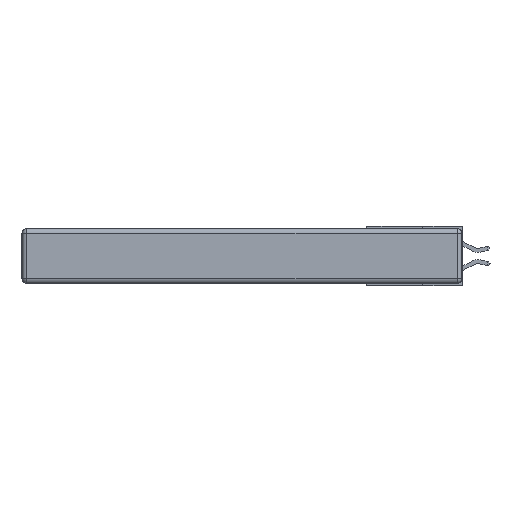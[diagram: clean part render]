
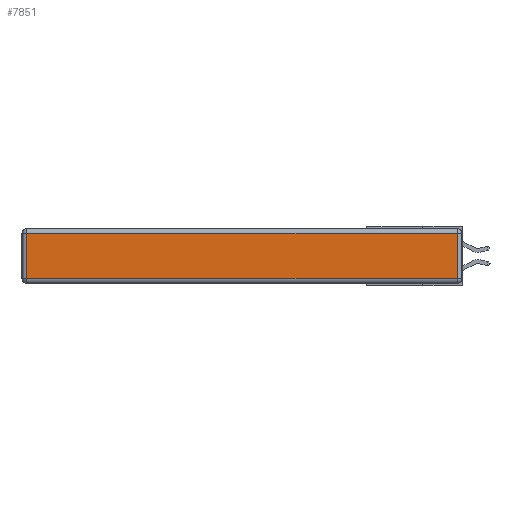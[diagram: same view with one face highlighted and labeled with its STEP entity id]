
A CAD part, left-side view. The second image highlights one B-rep face of the part: STEP entity #7851.
In plain terms, the highlighted planar face has unit normal (-1, 0, 0).
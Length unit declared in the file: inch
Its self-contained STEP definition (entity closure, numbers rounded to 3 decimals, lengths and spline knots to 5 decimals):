
#231 = DIRECTION ( 'NONE',  ( 0., 1., 0. ) ) ;
#631 = EDGE_CURVE ( 'NONE', #1831, #6207, #36093, .T. ) ;
#1831 = VERTEX_POINT ( 'NONE', #14410 ) ;
#2064 = CARTESIAN_POINT ( 'NONE',  ( 0., 0., -0.343 ) ) ;
#2926 = CARTESIAN_POINT ( 'NONE',  ( 0., 2.75, -0.03 ) ) ;
#4626 = DIRECTION ( 'NONE',  ( 0., -1., 0. ) ) ;
#4825 = VECTOR ( 'NONE', #7442, 39.37008 ) ;
#5379 = CARTESIAN_POINT ( 'NONE',  ( 0., 0.03, -0.313 ) ) ;
#5412 = LINE ( 'NONE', #2926, #34266 ) ;
#5770 = AXIS2_PLACEMENT_3D ( 'NONE', #2064, #21559, #35577 ) ;
#5846 = VECTOR ( 'NONE', #4626, 39.37008 ) ;
#6207 = VERTEX_POINT ( 'NONE', #28242 ) ;
#6672 = EDGE_CURVE ( 'NONE', #30529, #1831, #5412, .T. ) ;
#7095 = CARTESIAN_POINT ( 'NONE',  ( 0., 0.03, -0.343 ) ) ;
#7442 = DIRECTION ( 'NONE',  ( 0., 0., 1. ) ) ;
#7558 = ORIENTED_EDGE ( 'NONE', *, *, #631, .T. ) ;
#7851 = ADVANCED_FACE ( 'NONE', ( #29794 ), #20754, .T. ) ;
#8745 = EDGE_CURVE ( 'NONE', #21377, #30529, #13150, .T. ) ;
#13150 = LINE ( 'NONE', #7095, #4825 ) ;
#14322 = DIRECTION ( 'NONE',  ( 0., 0., -1. ) ) ;
#14410 = CARTESIAN_POINT ( 'NONE',  ( 0., 2.72, -0.03 ) ) ;
#15959 = ORIENTED_EDGE ( 'NONE', *, *, #31166, .T. ) ;
#17671 = EDGE_LOOP ( 'NONE', ( #15959, #25000, #31206, #7558 ) ) ;
#19509 = CARTESIAN_POINT ( 'NONE',  ( 0., 0.03, -0.03 ) ) ;
#20754 = PLANE ( 'NONE',  #5770 ) ;
#21377 = VERTEX_POINT ( 'NONE', #5379 ) ;
#21559 = DIRECTION ( 'NONE',  ( -1., 0., 0. ) ) ;
#25000 = ORIENTED_EDGE ( 'NONE', *, *, #8745, .T. ) ;
#25421 = CARTESIAN_POINT ( 'NONE',  ( 0., 2.72, -0.343 ) ) ;
#26855 = LINE ( 'NONE', #32716, #5846 ) ;
#28242 = CARTESIAN_POINT ( 'NONE',  ( 0., 2.72, -0.313 ) ) ;
#29508 = VECTOR ( 'NONE', #14322, 39.37008 ) ;
#29794 = FACE_OUTER_BOUND ( 'NONE', #17671, .T. ) ;
#30529 = VERTEX_POINT ( 'NONE', #19509 ) ;
#31166 = EDGE_CURVE ( 'NONE', #6207, #21377, #26855, .T. ) ;
#31206 = ORIENTED_EDGE ( 'NONE', *, *, #6672, .T. ) ;
#32716 = CARTESIAN_POINT ( 'NONE',  ( 0., 0., -0.313 ) ) ;
#34266 = VECTOR ( 'NONE', #231, 39.37008 ) ;
#35577 = DIRECTION ( 'NONE',  ( 0., 0., 1. ) ) ;
#36093 = LINE ( 'NONE', #25421, #29508 ) ;
